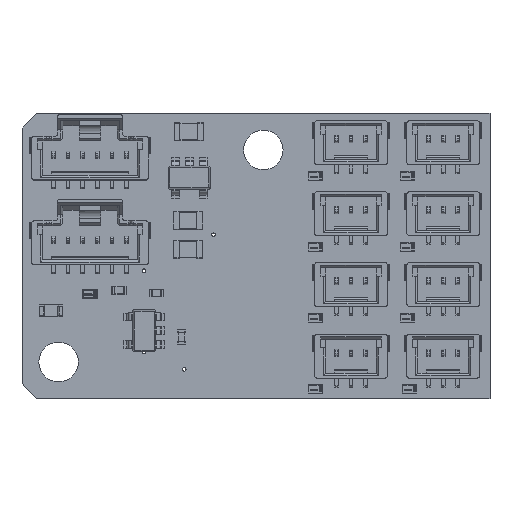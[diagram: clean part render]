
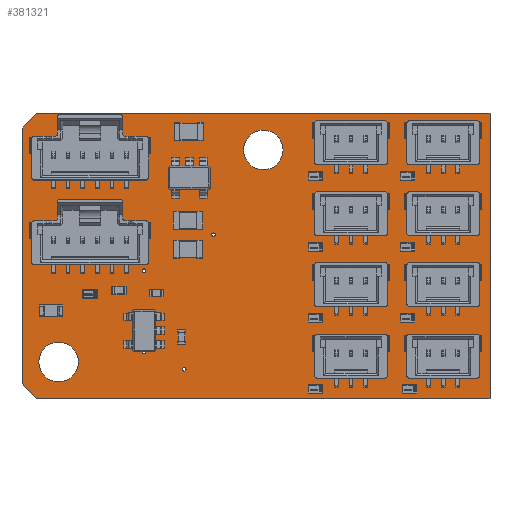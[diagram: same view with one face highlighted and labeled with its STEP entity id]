
A CAD part, top view. The second image highlights one B-rep face of the part: STEP entity #381321.
In plain terms, the highlighted planar face has unit normal (0, 0, 1).
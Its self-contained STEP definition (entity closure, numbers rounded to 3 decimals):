
#381127 = VERTEX_POINT('',#381128);
#381128 = CARTESIAN_POINT('',(32.,19.5,1.6));
#381134 = EDGE_CURVE('',#381127,#381135,#381137,.T.);
#381135 = VERTEX_POINT('',#381136);
#381136 = CARTESIAN_POINT('',(1.,19.5,1.6));
#381137 = LINE('',#381138,#381139);
#381138 = CARTESIAN_POINT('',(32.,19.5,1.6));
#381139 = VECTOR('',#381140,1.);
#381140 = DIRECTION('',(-1.,0.,0.));
#381167 = VERTEX_POINT('',#381168);
#381168 = CARTESIAN_POINT('',(32.,0.,1.6));
#381174 = EDGE_CURVE('',#381167,#381127,#381175,.T.);
#381175 = LINE('',#381176,#381177);
#381176 = CARTESIAN_POINT('',(32.,0.,1.6));
#381177 = VECTOR('',#381178,1.);
#381178 = DIRECTION('',(0.,1.,0.));
#381196 = EDGE_CURVE('',#381135,#381197,#381199,.T.);
#381197 = VERTEX_POINT('',#381198);
#381198 = CARTESIAN_POINT('',(0.,18.5,1.6));
#381199 = LINE('',#381200,#381201);
#381200 = CARTESIAN_POINT('',(1.,19.5,1.6));
#381201 = VECTOR('',#381202,1.);
#381202 = DIRECTION('',(-0.707,-0.707,0.));
#381321 = ADVANCED_FACE('',(#381322,#381349,#381360,#381371,#381382,
    #381393,#381404),#381415,.T.);
#381322 = FACE_BOUND('',#381323,.T.);
#381323 = EDGE_LOOP('',(#381324,#381325,#381326,#381334,#381342,#381348)
  );
#381324 = ORIENTED_EDGE('',*,*,#381134,.T.);
#381325 = ORIENTED_EDGE('',*,*,#381196,.T.);
#381326 = ORIENTED_EDGE('',*,*,#381327,.T.);
#381327 = EDGE_CURVE('',#381197,#381328,#381330,.T.);
#381328 = VERTEX_POINT('',#381329);
#381329 = CARTESIAN_POINT('',(0.,1.,1.6));
#381330 = LINE('',#381331,#381332);
#381331 = CARTESIAN_POINT('',(0.,18.5,1.6));
#381332 = VECTOR('',#381333,1.);
#381333 = DIRECTION('',(0.,-1.,0.));
#381334 = ORIENTED_EDGE('',*,*,#381335,.T.);
#381335 = EDGE_CURVE('',#381328,#381336,#381338,.T.);
#381336 = VERTEX_POINT('',#381337);
#381337 = CARTESIAN_POINT('',(1.,0.,1.6));
#381338 = LINE('',#381339,#381340);
#381339 = CARTESIAN_POINT('',(0.,1.,1.6));
#381340 = VECTOR('',#381341,1.);
#381341 = DIRECTION('',(0.707,-0.707,0.));
#381342 = ORIENTED_EDGE('',*,*,#381343,.T.);
#381343 = EDGE_CURVE('',#381336,#381167,#381344,.T.);
#381344 = LINE('',#381345,#381346);
#381345 = CARTESIAN_POINT('',(1.,0.,1.6));
#381346 = VECTOR('',#381347,1.);
#381347 = DIRECTION('',(1.,0.,0.));
#381348 = ORIENTED_EDGE('',*,*,#381174,.T.);
#381349 = FACE_BOUND('',#381350,.T.);
#381350 = EDGE_LOOP('',(#381351));
#381351 = ORIENTED_EDGE('',*,*,#381352,.F.);
#381352 = EDGE_CURVE('',#381353,#381353,#381355,.T.);
#381353 = VERTEX_POINT('',#381354);
#381354 = CARTESIAN_POINT('',(3.85,2.5,1.6));
#381355 = CIRCLE('',#381356,1.35);
#381356 = AXIS2_PLACEMENT_3D('',#381357,#381358,#381359);
#381357 = CARTESIAN_POINT('',(2.5,2.5,1.6));
#381358 = DIRECTION('',(0.,0.,1.));
#381359 = DIRECTION('',(1.,0.,0.));
#381360 = FACE_BOUND('',#381361,.T.);
#381361 = EDGE_LOOP('',(#381362));
#381362 = ORIENTED_EDGE('',*,*,#381363,.F.);
#381363 = EDGE_CURVE('',#381364,#381364,#381366,.T.);
#381364 = VERTEX_POINT('',#381365);
#381365 = CARTESIAN_POINT('',(8.47,3.2,1.6));
#381366 = CIRCLE('',#381367,0.125);
#381367 = AXIS2_PLACEMENT_3D('',#381368,#381369,#381370);
#381368 = CARTESIAN_POINT('',(8.345,3.2,1.6));
#381369 = DIRECTION('',(0.,0.,1.));
#381370 = DIRECTION('',(1.,0.,0.));
#381371 = FACE_BOUND('',#381372,.T.);
#381372 = EDGE_LOOP('',(#381373));
#381373 = ORIENTED_EDGE('',*,*,#381374,.F.);
#381374 = EDGE_CURVE('',#381375,#381375,#381377,.T.);
#381375 = VERTEX_POINT('',#381376);
#381376 = CARTESIAN_POINT('',(8.47,8.75,1.6));
#381377 = CIRCLE('',#381378,0.125);
#381378 = AXIS2_PLACEMENT_3D('',#381379,#381380,#381381);
#381379 = CARTESIAN_POINT('',(8.345,8.75,1.6));
#381380 = DIRECTION('',(0.,0.,1.));
#381381 = DIRECTION('',(1.,0.,0.));
#381382 = FACE_BOUND('',#381383,.T.);
#381383 = EDGE_LOOP('',(#381384));
#381384 = ORIENTED_EDGE('',*,*,#381385,.F.);
#381385 = EDGE_CURVE('',#381386,#381386,#381388,.T.);
#381386 = VERTEX_POINT('',#381387);
#381387 = CARTESIAN_POINT('',(11.22,2.,1.6));
#381388 = CIRCLE('',#381389,0.125);
#381389 = AXIS2_PLACEMENT_3D('',#381390,#381391,#381392);
#381390 = CARTESIAN_POINT('',(11.095,2.,1.6));
#381391 = DIRECTION('',(0.,0.,1.));
#381392 = DIRECTION('',(1.,0.,0.));
#381393 = FACE_BOUND('',#381394,.T.);
#381394 = EDGE_LOOP('',(#381395));
#381395 = ORIENTED_EDGE('',*,*,#381396,.F.);
#381396 = EDGE_CURVE('',#381397,#381397,#381399,.T.);
#381397 = VERTEX_POINT('',#381398);
#381398 = CARTESIAN_POINT('',(13.22,11.2,1.6));
#381399 = CIRCLE('',#381400,0.125);
#381400 = AXIS2_PLACEMENT_3D('',#381401,#381402,#381403);
#381401 = CARTESIAN_POINT('',(13.095,11.2,1.6));
#381402 = DIRECTION('',(0.,0.,1.));
#381403 = DIRECTION('',(1.,0.,0.));
#381404 = FACE_BOUND('',#381405,.T.);
#381405 = EDGE_LOOP('',(#381406));
#381406 = ORIENTED_EDGE('',*,*,#381407,.F.);
#381407 = EDGE_CURVE('',#381408,#381408,#381410,.T.);
#381408 = VERTEX_POINT('',#381409);
#381409 = CARTESIAN_POINT('',(17.85,17.,1.6));
#381410 = CIRCLE('',#381411,1.35);
#381411 = AXIS2_PLACEMENT_3D('',#381412,#381413,#381414);
#381412 = CARTESIAN_POINT('',(16.5,17.,1.6));
#381413 = DIRECTION('',(0.,0.,1.));
#381414 = DIRECTION('',(1.,0.,0.));
#381415 = PLANE('',#381416);
#381416 = AXIS2_PLACEMENT_3D('',#381417,#381418,#381419);
#381417 = CARTESIAN_POINT('',(16.188,9.75,1.6));
#381418 = DIRECTION('',(0.,0.,1.));
#381419 = DIRECTION('',(1.,0.,0.));
